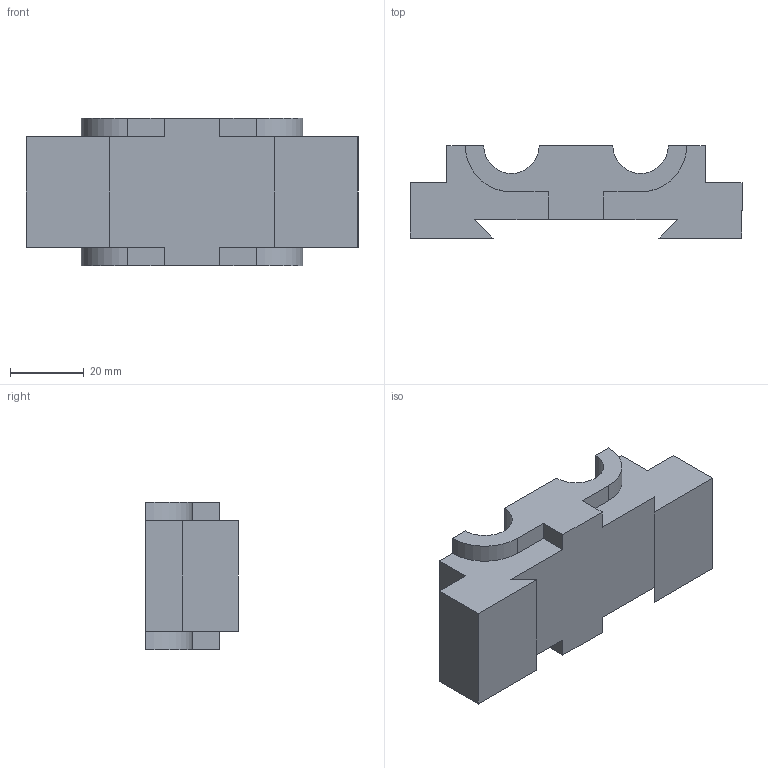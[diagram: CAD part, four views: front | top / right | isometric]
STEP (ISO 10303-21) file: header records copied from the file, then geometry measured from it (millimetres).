
FILE_DESCRIPTION (( 'STEP AP214' ), '1' );
FILE_NAME ('Part4. Base.STEP', '2025-03-28T10:27:51', ( '' ), ( '' ), 'SwSTEP 2.0', 'SolidWorks 2025', '' );
FILE_SCHEMA (( 'AUTOMOTIVE_DESIGN' ));
Length unit declared in the file: millimetre
Products named in the file (1): Part4. Base
Bounding box: 90 x 25 x 40 mm (x, y, z)
Volume: 53454.4 mm3; surface area: 14320.8 mm2
Topology: 1 solids, 1 shells, 46 faces, 114 edges, 76 vertices
Faces by surface type: plane 34, cylinder 12
Full cylindrical faces by diameter (mm): 4.5 x6
Entity records: 1355 total; most frequent: CARTESIAN_POINT 231, DIRECTION 226, ORIENTED_EDGE 216, EDGE_CURVE 108, VECTOR 84, LINE 84, VERTEX_POINT 76, AXIS2_PLACEMENT_3D 71
